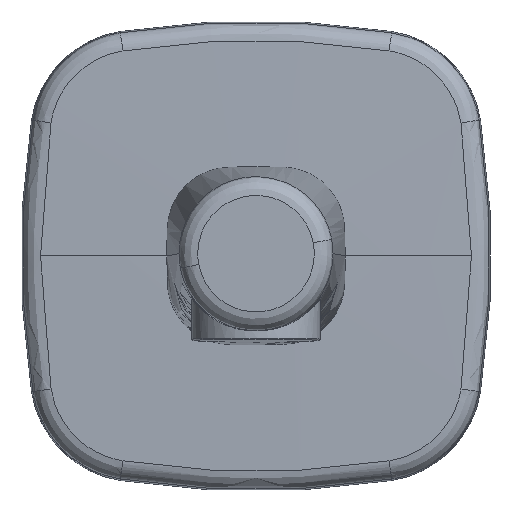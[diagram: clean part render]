
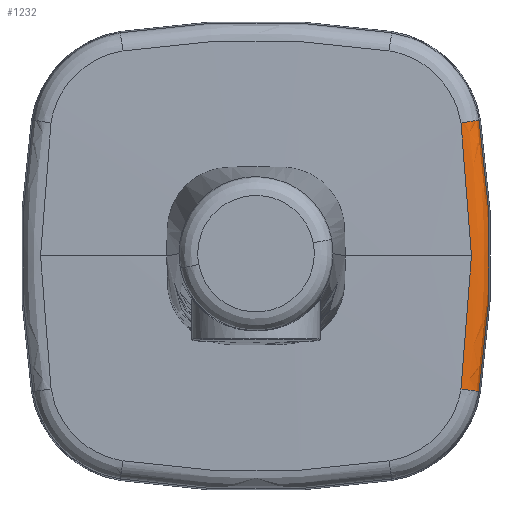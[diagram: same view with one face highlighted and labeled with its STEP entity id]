
A CAD part, top view. The second image highlights one B-rep face of the part: STEP entity #1232.
In plain terms, the highlighted free-form (B-spline) face has degree [3, 2] with [4, 3] control points.
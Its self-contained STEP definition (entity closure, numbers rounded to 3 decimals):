
#46 = ORIENTED_EDGE ( 'NONE', *, *, #2989, .F. ) ;
#92 = CARTESIAN_POINT ( 'NONE',  ( 32.683, -15.205, 5.572 ) ) ;
#151 = ORIENTED_EDGE ( 'NONE', *, *, #2145, .F. ) ;
#166 = CARTESIAN_POINT ( 'NONE',  ( 33.787, -6.344, 5.647 ) ) ;
#197 = DIRECTION ( 'NONE',  ( 0.988, -0.156, 0. ) ) ;
#246 = CARTESIAN_POINT ( 'NONE',  ( 33.626, 20.086, 5.636 ) ) ;
#283 = CARTESIAN_POINT ( 'NONE',  ( 32.617, 27.162, 2.573 ) ) ;
#341 = CARTESIAN_POINT ( 'NONE',  ( 35.579, -15.63, 2.652 ) ) ;
#393 = FACE_OUTER_BOUND ( 'NONE', #719, .T. ) ;
#408 = CARTESIAN_POINT ( 'NONE',  ( 35.579, 27.63, 2.652 ) ) ;
#411 = CARTESIAN_POINT ( 'NONE',  ( 33.873, -5.364, 5.653 ) ) ;
#488 = CARTESIAN_POINT ( 'NONE',  ( 34.213, 12.164, 5.675 ) ) ;
#495 = CARTESIAN_POINT ( 'NONE',  ( 32.968, 25.392, 5.591 ) ) ;
#532 = DIRECTION ( 'NONE',  ( 0.988, 0.156, 0. ) ) ;
#666 = CARTESIAN_POINT ( 'NONE',  ( 33.918, -4.82, 5.656 ) ) ;
#670 = CARTESIAN_POINT ( 'NONE',  ( 34.352, 6., 5.685 ) ) ;
#719 = EDGE_LOOP ( 'NONE', ( #2760, #46, #2839, #151, #3180 ) ) ;
#741 = CARTESIAN_POINT ( 'NONE',  ( 34.092, 14.373, 5.667 ) ) ;
#755 =( BOUNDED_SURFACE ( )  B_SPLINE_SURFACE ( 3, 2, ( 
 ( #1316, #2339, #835 ),
 ( #2602, #1072, #2864 ),
 ( #1327, #3117, #1579 ),
 ( #92, #1839, #341 ) ),
 .UNSPECIFIED., .F., .F., .T. ) 
 B_SPLINE_SURFACE_WITH_KNOTS ( ( 4, 4 ),
 ( 3, 3 ),
 ( 0., 1. ),
 ( 0., 1. ),
 .UNSPECIFIED. ) 
 GEOMETRIC_REPRESENTATION_ITEM ( )  RATIONAL_B_SPLINE_SURFACE ( (
 ( 1., 0.725, 1.),
 ( 1., 0.724, 1.),
 ( 1., 0.724, 1.),
 ( 1., 0.725, 1.) ) ) 
 REPRESENTATION_ITEM ( '' )  SURFACE ( )  );
#767 = CARTESIAN_POINT ( 'NONE',  ( 35.579, -15.63, 2.652 ) ) ;
#835 = CARTESIAN_POINT ( 'NONE',  ( 35.579, 27.63, 2.652 ) ) ;
#905 = CARTESIAN_POINT ( 'NONE',  ( 32.968, -13.392, 5.591 ) ) ;
#911 = CARTESIAN_POINT ( 'NONE',  ( 37.272, 13.239, 2.764 ) ) ;
#914 = CARTESIAN_POINT ( 'NONE',  ( 33.931, -4.658, 5.656 ) ) ;
#974 = AXIS2_PLACEMENT_3D ( 'NONE', #3226, #1686, #197 ) ;
#987 = CARTESIAN_POINT ( 'NONE',  ( 34.018, 15.485, 5.662 ) ) ;
#1059 = CARTESIAN_POINT ( 'NONE',  ( 34.352, 6., 5.685 ) ) ;
#1072 = CARTESIAN_POINT ( 'NONE',  ( 37.777, 13.22, 5.659 ) ) ;
#1137 = CARTESIAN_POINT ( 'NONE',  ( 32.683, -15.205, 5.572 ) ) ;
#1155 = CARTESIAN_POINT ( 'NONE',  ( 36.706, -8.478, 2.727 ) ) ;
#1159 = CARTESIAN_POINT ( 'NONE',  ( 34.178, -1.044, 5.673 ) ) ;
#1173 = VERTEX_POINT ( 'NONE', #1059 ) ;
#1232 = ADVANCED_FACE ( 'NONE', ( #393 ), #755, .T. ) ;
#1236 = CARTESIAN_POINT ( 'NONE',  ( 33.965, 16.21, 5.659 ) ) ;
#1316 = CARTESIAN_POINT ( 'NONE',  ( 32.683, 27.205, 5.572 ) ) ;
#1327 = CARTESIAN_POINT ( 'NONE',  ( 34.907, -1.079, 5.723 ) ) ;
#1374 = B_SPLINE_CURVE_WITH_KNOTS ( 'NONE', 3,
 ( #670, #1728, #1998, #488, #2251, #741, #2506, #987, #2770, #1236, #3020, #1482, #3282, #1735, #246, #2006, #495, #2257 ),
 .UNSPECIFIED., .F., .F.,
 ( 4, 2, 2, 2, 1, 1, 2, 2, 2, 4 ),
 ( 0.5, 0.625, 0.688, 0.719, 0.734, 0.742, 0.746, 0.75, 0.875, 1. ),
 .UNSPECIFIED. ) ;
#1381 = VERTEX_POINT ( 'NONE', #2611 ) ;
#1398 = CARTESIAN_POINT ( 'NONE',  ( 33.523, -8.967, 5.629 ) ) ;
#1407 = CARTESIAN_POINT ( 'NONE',  ( 34.352, 4.227, 5.685 ) ) ;
#1482 = CARTESIAN_POINT ( 'NONE',  ( 33.944, 16.49, 5.657 ) ) ;
#1579 = CARTESIAN_POINT ( 'NONE',  ( 37.849, -1.221, 2.803 ) ) ;
#1651 = CARTESIAN_POINT ( 'NONE',  ( 33.746, -6.78, 5.644 ) ) ;
#1686 = DIRECTION ( 'NONE',  ( -0.156, -0.988, -0.011 ) ) ;
#1728 = CARTESIAN_POINT ( 'NONE',  ( 34.352, 7.773, 5.685 ) ) ;
#1735 = CARTESIAN_POINT ( 'NONE',  ( 33.798, 18.343, 5.648 ) ) ;
#1738 = VERTEX_POINT ( 'NONE', #2875 ) ;
#1839 = CARTESIAN_POINT ( 'NONE',  ( 35.501, -15.648, 5.504 ) ) ;
#1907 = CARTESIAN_POINT ( 'NONE',  ( 36.706, 20.478, 2.727 ) ) ;
#1910 = VERTEX_POINT ( 'NONE', #1137 ) ;
#1913 = CARTESIAN_POINT ( 'NONE',  ( 33.845, -5.691, 5.651 ) ) ;
#1961 = EDGE_CURVE ( 'NONE', #1910, #1173, #3115, .T. ) ;
#1998 = CARTESIAN_POINT ( 'NONE',  ( 34.316, 9.526, 5.682 ) ) ;
#2006 = CARTESIAN_POINT ( 'NONE',  ( 33.212, 23.611, 5.608 ) ) ;
#2046 = DIRECTION ( 'NONE',  ( 0.156, -0.988, 0.011 ) ) ;
#2145 = EDGE_CURVE ( 'NONE', #3030, #1910, #3205, .T. ) ;
#2175 = CARTESIAN_POINT ( 'NONE',  ( 33.904, -4.983, 5.655 ) ) ;
#2202 = CIRCLE ( 'NONE', #2856, 3. ) ;
#2251 = CARTESIAN_POINT ( 'NONE',  ( 34.17, 13.045, 5.673 ) ) ;
#2257 = CARTESIAN_POINT ( 'NONE',  ( 32.683, 27.205, 5.572 ) ) ;
#2339 = CARTESIAN_POINT ( 'NONE',  ( 35.501, 27.648, 5.504 ) ) ;
#2394 = CARTESIAN_POINT ( 'NONE',  ( 32.683, -15.205, 5.572 ) ) ;
#2426 = CARTESIAN_POINT ( 'NONE',  ( 33.926, -4.711, 5.656 ) ) ;
#2506 = CARTESIAN_POINT ( 'NONE',  ( 34.064, 14.817, 5.665 ) ) ;
#2531 = EDGE_CURVE ( 'NONE', #1381, #1738, #2202, .T. ) ;
#2602 = CARTESIAN_POINT ( 'NONE',  ( 34.907, 13.079, 5.723 ) ) ;
#2611 = CARTESIAN_POINT ( 'NONE',  ( 35.579, 27.63, 2.652 ) ) ;
#2683 = CARTESIAN_POINT ( 'NONE',  ( 37.272, -1.239, 2.764 ) ) ;
#2687 = CARTESIAN_POINT ( 'NONE',  ( 34.076, -2.809, 5.666 ) ) ;
#2760 = ORIENTED_EDGE ( 'NONE', *, *, #2531, .T. ) ;
#2770 = CARTESIAN_POINT ( 'NONE',  ( 33.995, 15.819, 5.661 ) ) ;
#2839 = ORIENTED_EDGE ( 'NONE', *, *, #1961, .F. ) ;
#2856 = AXIS2_PLACEMENT_3D ( 'NONE', #283, #2046, #532 ) ;
#2864 = CARTESIAN_POINT ( 'NONE',  ( 37.849, 13.221, 2.803 ) ) ;
#2875 = CARTESIAN_POINT ( 'NONE',  ( 32.683, 27.205, 5.572 ) ) ;
#2913 = B_SPLINE_CURVE_WITH_KNOTS ( 'NONE', 3,
 ( #408, #1907, #911, #2683, #1155, #2937 ),
 .UNSPECIFIED., .F., .F.,
 ( 4, 2, 4 ),
 ( 0., 0.5, 1. ),
 .UNSPECIFIED. ) ;
#2930 = CARTESIAN_POINT ( 'NONE',  ( 33.212, -11.611, 5.608 ) ) ;
#2937 = CARTESIAN_POINT ( 'NONE',  ( 35.579, -15.63, 2.652 ) ) ;
#2941 = CARTESIAN_POINT ( 'NONE',  ( 34.316, 2.474, 5.682 ) ) ;
#2989 = EDGE_CURVE ( 'NONE', #1173, #1738, #1374, .T. ) ;
#3020 = CARTESIAN_POINT ( 'NONE',  ( 33.952, 16.378, 5.658 ) ) ;
#3030 = VERTEX_POINT ( 'NONE', #767 ) ;
#3048 = EDGE_CURVE ( 'NONE', #1381, #3030, #2913, .T. ) ;
#3115 = B_SPLINE_CURVE_WITH_KNOTS ( 'NONE', 3,
 ( #2394, #905, #2930, #1398, #3192, #1651, #166, #1913, #411, #2175, #666, #2426, #914, #2687, #1159, #2941, #1407, #3202 ),
 .UNSPECIFIED., .F., .F.,
 ( 4, 2, 2, 2, 1, 1, 2, 2, 2, 4 ),
 ( 0., 0.125, 0.188, 0.219, 0.234, 0.242, 0.246, 0.25, 0.375, 0.5 ),
 .UNSPECIFIED. ) ;
#3117 = CARTESIAN_POINT ( 'NONE',  ( 37.777, -1.22, 5.659 ) ) ;
#3180 = ORIENTED_EDGE ( 'NONE', *, *, #3048, .F. ) ;
#3192 = CARTESIAN_POINT ( 'NONE',  ( 33.617, -8.091, 5.635 ) ) ;
#3202 = CARTESIAN_POINT ( 'NONE',  ( 34.352, 6., 5.685 ) ) ;
#3205 = CIRCLE ( 'NONE', #974, 3. ) ;
#3226 = CARTESIAN_POINT ( 'NONE',  ( 32.617, -15.162, 2.573 ) ) ;
#3282 = CARTESIAN_POINT ( 'NONE',  ( 33.939, 16.548, 5.657 ) ) ;
